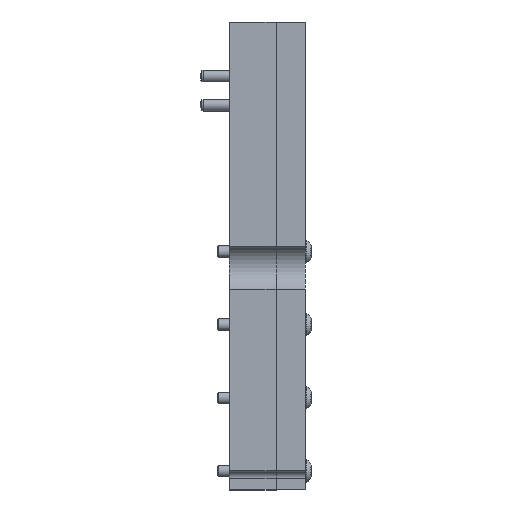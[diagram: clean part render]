
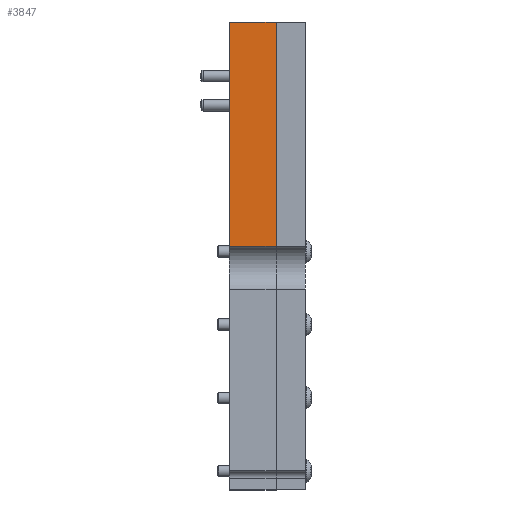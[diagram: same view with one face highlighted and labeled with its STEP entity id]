
A CAD part, left-side view. The second image highlights one B-rep face of the part: STEP entity #3847.
In plain terms, the highlighted planar face has unit normal (-1, 0, 0).
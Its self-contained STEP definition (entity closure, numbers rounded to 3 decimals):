
#344 = EDGE_LOOP ( 'NONE', ( #4392, #2549, #4678, #6152 ) ) ;
#415 = VERTEX_POINT ( 'NONE', #4670 ) ;
#469 = VECTOR ( 'NONE', #4986, 1000. ) ;
#566 = DIRECTION ( 'NONE',  ( 0., 0., 1. ) ) ;
#572 = CARTESIAN_POINT ( 'NONE',  ( -79., 0., 78.5 ) ) ;
#798 = VECTOR ( 'NONE', #3511, 1000. ) ;
#1009 = EDGE_CURVE ( 'NONE', #5429, #415, #2901, .T. ) ;
#1477 = VECTOR ( 'NONE', #566, 1000. ) ;
#1488 = EDGE_CURVE ( 'NONE', #415, #6237, #3629, .T. ) ;
#1617 = CARTESIAN_POINT ( 'NONE',  ( -79., 0., 1.916 ) ) ;
#1658 = DIRECTION ( 'NONE',  ( 0., 0., -1. ) ) ;
#1822 = LINE ( 'NONE', #4868, #1477 ) ;
#2474 = CARTESIAN_POINT ( 'NONE',  ( -79., 16., 1.916 ) ) ;
#2549 = ORIENTED_EDGE ( 'NONE', *, *, #3975, .T. ) ;
#2901 = LINE ( 'NONE', #6593, #469 ) ;
#3174 = CARTESIAN_POINT ( 'NONE',  ( -79., 16., 78.5 ) ) ;
#3341 = CARTESIAN_POINT ( 'NONE',  ( -79., 0., 1.916 ) ) ;
#3511 = DIRECTION ( 'NONE',  ( 0., -1., 0. ) ) ;
#3556 = CARTESIAN_POINT ( 'NONE',  ( -79., 16., 78.5 ) ) ;
#3629 = LINE ( 'NONE', #3556, #798 ) ;
#3649 = VERTEX_POINT ( 'NONE', #1617 ) ;
#3847 = ADVANCED_FACE ( 'NONE', ( #6042 ), #6462, .F. ) ;
#3975 = EDGE_CURVE ( 'NONE', #5429, #3649, #5012, .T. ) ;
#4323 = DIRECTION ( 'NONE',  ( 1., 0., 0. ) ) ;
#4392 = ORIENTED_EDGE ( 'NONE', *, *, #1009, .F. ) ;
#4670 = CARTESIAN_POINT ( 'NONE',  ( -79., 16., 78.5 ) ) ;
#4678 = ORIENTED_EDGE ( 'NONE', *, *, #6828, .T. ) ;
#4868 = CARTESIAN_POINT ( 'NONE',  ( -79., 0., 78.5 ) ) ;
#4986 = DIRECTION ( 'NONE',  ( 0., 0., 1. ) ) ;
#5012 = LINE ( 'NONE', #3341, #5103 ) ;
#5103 = VECTOR ( 'NONE', #5497, 1000. ) ;
#5383 = AXIS2_PLACEMENT_3D ( 'NONE', #3174, #4323, #1658 ) ;
#5429 = VERTEX_POINT ( 'NONE', #2474 ) ;
#5497 = DIRECTION ( 'NONE',  ( 0., -1., 0. ) ) ;
#6042 = FACE_OUTER_BOUND ( 'NONE', #344, .T. ) ;
#6152 = ORIENTED_EDGE ( 'NONE', *, *, #1488, .F. ) ;
#6237 = VERTEX_POINT ( 'NONE', #572 ) ;
#6462 = PLANE ( 'NONE',  #5383 ) ;
#6593 = CARTESIAN_POINT ( 'NONE',  ( -79., 16., 78.5 ) ) ;
#6828 = EDGE_CURVE ( 'NONE', #3649, #6237, #1822, .T. ) ;
